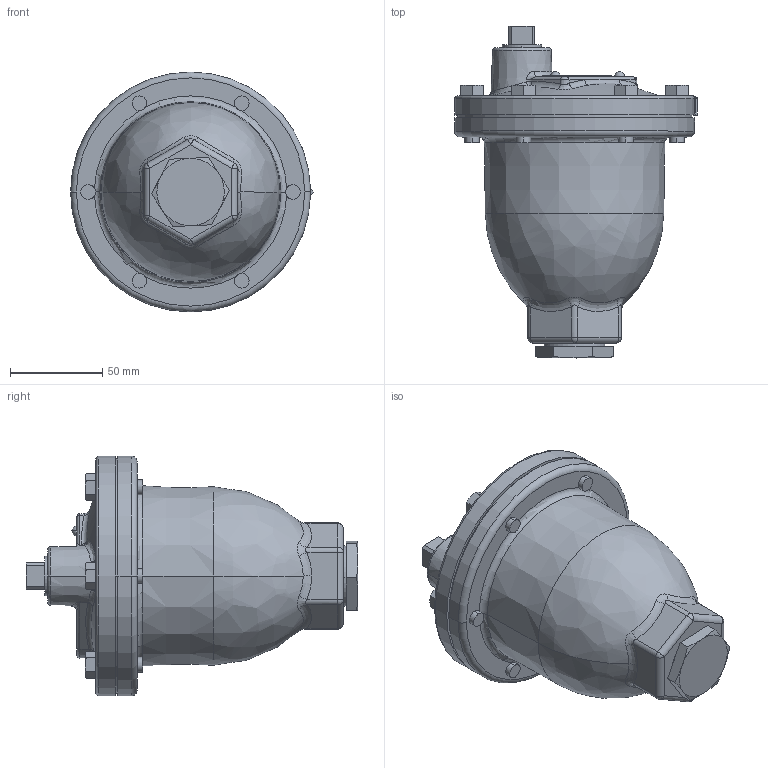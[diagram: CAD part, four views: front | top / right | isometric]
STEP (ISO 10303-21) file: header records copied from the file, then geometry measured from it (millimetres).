
FILE_DESCRIPTION((''),'2;1');
FILE_NAME('22_SW0001','2023-09-13T11:50:26',('tbuffington'),(''),'CREO PARAMETRIC BY PTC INC, 2023072','CREO PARAMETRIC BY PTC INC, 2023072','');
FILE_SCHEMA(('AUTOMOTIVE_DESIGN { 1 0 10303 214 1 1 1 1 }'));
Length unit declared in the file: inch
Products named in the file (1): 22_SW0001
Bounding box: 131.74 x 180.05 x 130.18 mm (x, y, z)
Volume: 1000105.8 mm3; surface area: 69934.2 mm2
Topology: 1 solids, 1 shells, 271 faces, 628 edges, 376 vertices
Faces by surface type: plane 95, cylinder 53, cone 52, bspline 35, torus 22, sphere 14
Entity records: 13552 total; most frequent: CARTESIAN_POINT 5670, COLOUR_RGB 1330, ORIENTED_EDGE 1248, DIRECTION 1183, EDGE_CURVE 624, AXIS2_PLACEMENT_3D 488, VERTEX_POINT 376, EDGE_LOOP 294
